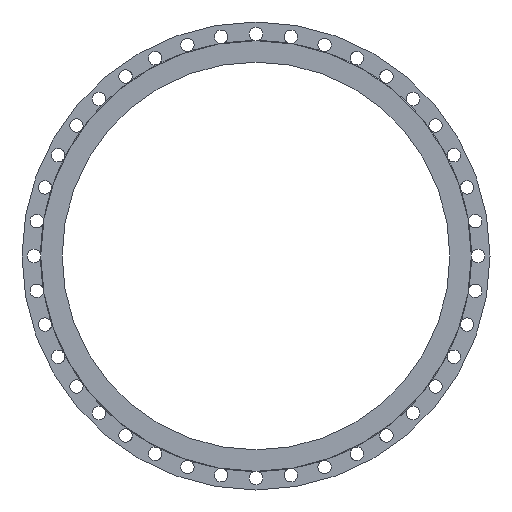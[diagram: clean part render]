
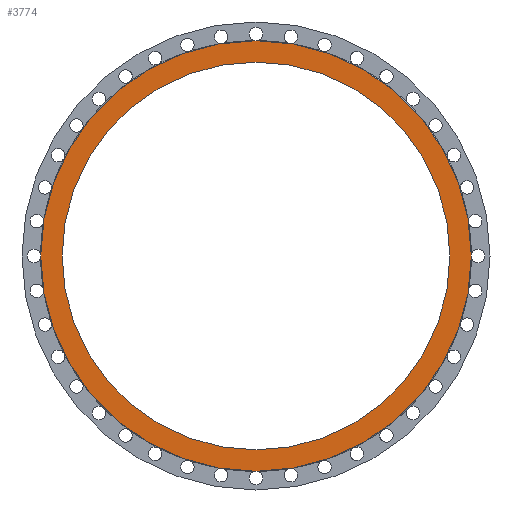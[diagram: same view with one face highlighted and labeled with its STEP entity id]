
A CAD part, left-side view. The second image highlights one B-rep face of the part: STEP entity #3774.
In plain terms, the highlighted planar face has unit normal (-1, 0, 0).
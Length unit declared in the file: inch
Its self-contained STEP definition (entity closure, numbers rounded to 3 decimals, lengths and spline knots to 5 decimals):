
#129 = DIRECTION ( 'NONE',  ( 0., 0., 1. ) ) ;
#223 = DIRECTION ( 'NONE',  ( -1., 0., 0. ) ) ;
#273 = VERTEX_POINT ( 'NONE', #3561 ) ;
#313 = AXIS2_PLACEMENT_3D ( 'NONE', #1259, #673, #1104 ) ;
#518 = CARTESIAN_POINT ( 'NONE',  ( -0.14414, 0., -20.125 ) ) ;
#523 = PLANE ( 'NONE',  #2911 ) ;
#539 = VERTEX_POINT ( 'NONE', #1945 ) ;
#578 = CARTESIAN_POINT ( 'NONE',  ( -0.14414, 0., 0. ) ) ;
#673 = DIRECTION ( 'NONE',  ( -1., 0., 0. ) ) ;
#694 = AXIS2_PLACEMENT_3D ( 'NONE', #1983, #2605, #129 ) ;
#807 = CARTESIAN_POINT ( 'NONE',  ( -0.14414, 0., 20.125 ) ) ;
#869 = ORIENTED_EDGE ( 'NONE', *, *, #3287, .F. ) ;
#888 = CIRCLE ( 'NONE', #1862, 20.125 ) ;
#917 = DIRECTION ( 'NONE',  ( 0., 0., 1. ) ) ;
#958 = EDGE_CURVE ( 'NONE', #3779, #2862, #888, .T. ) ;
#1104 = DIRECTION ( 'NONE',  ( 0., 0., 1. ) ) ;
#1259 = CARTESIAN_POINT ( 'NONE',  ( -0.14414, 0., 0. ) ) ;
#1353 = ORIENTED_EDGE ( 'NONE', *, *, #958, .T. ) ;
#1468 = DIRECTION ( 'NONE',  ( -1., 0., 0. ) ) ;
#1815 = EDGE_LOOP ( 'NONE', ( #3452, #869 ) ) ;
#1862 = AXIS2_PLACEMENT_3D ( 'NONE', #3441, #2930, #3534 ) ;
#1930 = CIRCLE ( 'NONE', #694, 18.125 ) ;
#1945 = CARTESIAN_POINT ( 'NONE',  ( -0.14414, 0., -18.125 ) ) ;
#1971 = ORIENTED_EDGE ( 'NONE', *, *, #3493, .T. ) ;
#1983 = CARTESIAN_POINT ( 'NONE',  ( -0.14414, 0., 0. ) ) ;
#2028 = DIRECTION ( 'NONE',  ( 0., 0., 1. ) ) ;
#2373 = FACE_OUTER_BOUND ( 'NONE', #3898, .T. ) ;
#2386 = CIRCLE ( 'NONE', #313, 18.125 ) ;
#2605 = DIRECTION ( 'NONE',  ( -1., 0., 0. ) ) ;
#2832 = CIRCLE ( 'NONE', #3882, 20.125 ) ;
#2862 = VERTEX_POINT ( 'NONE', #518 ) ;
#2911 = AXIS2_PLACEMENT_3D ( 'NONE', #2992, #223, #2028 ) ;
#2930 = DIRECTION ( 'NONE',  ( -1., 0., 0. ) ) ;
#2992 = CARTESIAN_POINT ( 'NONE',  ( -0.14414, 0., 0. ) ) ;
#3287 = EDGE_CURVE ( 'NONE', #539, #273, #2386, .T. ) ;
#3441 = CARTESIAN_POINT ( 'NONE',  ( -0.14414, 0., 0. ) ) ;
#3452 = ORIENTED_EDGE ( 'NONE', *, *, #3617, .F. ) ;
#3493 = EDGE_CURVE ( 'NONE', #2862, #3779, #2832, .T. ) ;
#3534 = DIRECTION ( 'NONE',  ( 0., 0., 1. ) ) ;
#3561 = CARTESIAN_POINT ( 'NONE',  ( -0.14414, 0., 18.125 ) ) ;
#3583 = FACE_BOUND ( 'NONE', #1815, .T. ) ;
#3617 = EDGE_CURVE ( 'NONE', #273, #539, #1930, .T. ) ;
#3774 = ADVANCED_FACE ( 'NONE', ( #2373, #3583 ), #523, .T. ) ;
#3779 = VERTEX_POINT ( 'NONE', #807 ) ;
#3882 = AXIS2_PLACEMENT_3D ( 'NONE', #578, #1468, #917 ) ;
#3898 = EDGE_LOOP ( 'NONE', ( #1353, #1971 ) ) ;
